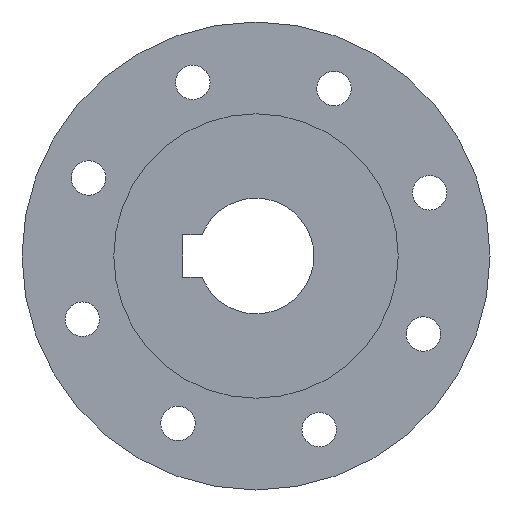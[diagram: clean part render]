
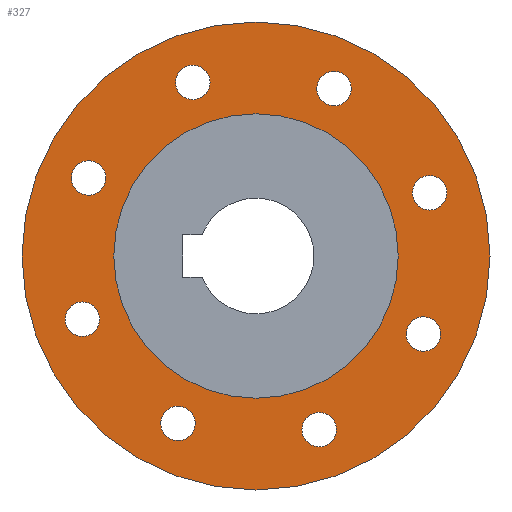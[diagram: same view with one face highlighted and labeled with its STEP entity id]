
A CAD part, front view. The second image highlights one B-rep face of the part: STEP entity #327.
In plain terms, the highlighted planar face has unit normal (0, -1, 0).
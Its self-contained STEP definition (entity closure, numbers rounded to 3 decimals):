
#25=FACE_BOUND('',#75,.T.);
#26=FACE_BOUND('',#76,.T.);
#27=FACE_BOUND('',#77,.T.);
#28=FACE_BOUND('',#78,.T.);
#29=FACE_BOUND('',#79,.T.);
#30=FACE_BOUND('',#80,.T.);
#31=FACE_BOUND('',#81,.T.);
#32=FACE_BOUND('',#82,.T.);
#33=FACE_BOUND('',#83,.T.);
#39=PLANE('',#359);
#47=FACE_OUTER_BOUND('',#74,.T.);
#74=EDGE_LOOP('',(#263));
#75=EDGE_LOOP('',(#264));
#76=EDGE_LOOP('',(#265));
#77=EDGE_LOOP('',(#266));
#78=EDGE_LOOP('',(#267));
#79=EDGE_LOOP('',(#268));
#80=EDGE_LOOP('',(#269));
#81=EDGE_LOOP('',(#270));
#82=EDGE_LOOP('',(#271));
#83=EDGE_LOOP('',(#272));
#145=CIRCLE('',#358,17.325);
#146=CIRCLE('',#360,28.5);
#147=CIRCLE('',#361,2.1);
#148=CIRCLE('',#362,2.1);
#149=CIRCLE('',#363,2.1);
#150=CIRCLE('',#364,2.1);
#151=CIRCLE('',#365,2.1);
#152=CIRCLE('',#366,2.1);
#153=CIRCLE('',#367,2.1);
#154=CIRCLE('',#368,2.1);
#173=VERTEX_POINT('',#526);
#174=VERTEX_POINT('',#530);
#175=VERTEX_POINT('',#532);
#176=VERTEX_POINT('',#534);
#177=VERTEX_POINT('',#536);
#178=VERTEX_POINT('',#538);
#179=VERTEX_POINT('',#540);
#180=VERTEX_POINT('',#542);
#181=VERTEX_POINT('',#544);
#182=VERTEX_POINT('',#546);
#206=EDGE_CURVE('',#173,#173,#145,.T.);
#207=EDGE_CURVE('',#174,#174,#146,.T.);
#208=EDGE_CURVE('',#175,#175,#147,.T.);
#209=EDGE_CURVE('',#176,#176,#148,.T.);
#210=EDGE_CURVE('',#177,#177,#149,.T.);
#211=EDGE_CURVE('',#178,#178,#150,.T.);
#212=EDGE_CURVE('',#179,#179,#151,.T.);
#213=EDGE_CURVE('',#180,#180,#152,.T.);
#214=EDGE_CURVE('',#181,#181,#153,.T.);
#215=EDGE_CURVE('',#182,#182,#154,.T.);
#263=ORIENTED_EDGE('',*,*,#207,.T.);
#264=ORIENTED_EDGE('',*,*,#206,.F.);
#265=ORIENTED_EDGE('',*,*,#208,.T.);
#266=ORIENTED_EDGE('',*,*,#209,.T.);
#267=ORIENTED_EDGE('',*,*,#210,.T.);
#268=ORIENTED_EDGE('',*,*,#211,.T.);
#269=ORIENTED_EDGE('',*,*,#212,.T.);
#270=ORIENTED_EDGE('',*,*,#213,.T.);
#271=ORIENTED_EDGE('',*,*,#214,.T.);
#272=ORIENTED_EDGE('',*,*,#215,.T.);
#327=ADVANCED_FACE('',(#47,#25,#26,#27,#28,#29,#30,#31,#32,#33),#39,.F.);
#358=AXIS2_PLACEMENT_3D('',#528,#429,#430);
#359=AXIS2_PLACEMENT_3D('',#529,#431,#432);
#360=AXIS2_PLACEMENT_3D('',#531,#433,#434);
#361=AXIS2_PLACEMENT_3D('',#533,#435,#436);
#362=AXIS2_PLACEMENT_3D('',#535,#437,#438);
#363=AXIS2_PLACEMENT_3D('',#537,#439,#440);
#364=AXIS2_PLACEMENT_3D('',#539,#441,#442);
#365=AXIS2_PLACEMENT_3D('',#541,#443,#444);
#366=AXIS2_PLACEMENT_3D('',#543,#445,#446);
#367=AXIS2_PLACEMENT_3D('',#545,#447,#448);
#368=AXIS2_PLACEMENT_3D('',#547,#449,#450);
#429=DIRECTION('center_axis',(0.,-1.,0.));
#430=DIRECTION('ref_axis',(1.,0.,0.));
#431=DIRECTION('center_axis',(0.,1.,0.));
#432=DIRECTION('ref_axis',(0.342,0.,-0.94));
#433=DIRECTION('center_axis',(0.,-1.,0.));
#434=DIRECTION('ref_axis',(0.342,0.,-0.94));
#435=DIRECTION('center_axis',(0.,1.,0.));
#436=DIRECTION('ref_axis',(0.707,0.,0.707));
#437=DIRECTION('center_axis',(0.,1.,0.));
#438=DIRECTION('ref_axis',(0.,0.,1.));
#439=DIRECTION('center_axis',(0.,1.,0.));
#440=DIRECTION('ref_axis',(-0.707,0.,0.707));
#441=DIRECTION('center_axis',(0.,1.,0.));
#442=DIRECTION('ref_axis',(-1.,0.,0.));
#443=DIRECTION('center_axis',(0.,1.,0.));
#444=DIRECTION('ref_axis',(-0.707,0.,-0.707));
#445=DIRECTION('center_axis',(0.,1.,0.));
#446=DIRECTION('ref_axis',(0.,0.,-1.));
#447=DIRECTION('center_axis',(0.,1.,0.));
#448=DIRECTION('ref_axis',(0.707,0.,-0.707));
#449=DIRECTION('center_axis',(0.,1.,0.));
#450=DIRECTION('ref_axis',(1.,0.,0.));
#526=CARTESIAN_POINT('',(627.675,-5.681,270.011));
#528=CARTESIAN_POINT('Origin',(645.,-5.681,270.011));
#529=CARTESIAN_POINT('Origin',(645.,-5.681,270.011));
#530=CARTESIAN_POINT('',(635.252,-5.681,296.792));
#531=CARTESIAN_POINT('Origin',(645.,-5.681,270.011));
#532=CARTESIAN_POINT('',(663.907,-5.681,259.017));
#533=CARTESIAN_POINT('Origin',(665.392,-5.681,260.502));
#534=CARTESIAN_POINT('',(666.143,-5.681,275.606));
#535=CARTESIAN_POINT('Origin',(666.143,-5.681,277.706));
#536=CARTESIAN_POINT('',(655.994,-5.681,288.918));
#537=CARTESIAN_POINT('Origin',(654.509,-5.681,290.403));
#538=CARTESIAN_POINT('',(639.405,-5.681,291.154));
#539=CARTESIAN_POINT('Origin',(637.305,-5.681,291.154));
#540=CARTESIAN_POINT('',(626.093,-5.681,281.004));
#541=CARTESIAN_POINT('Origin',(624.608,-5.681,279.52));
#542=CARTESIAN_POINT('',(623.857,-5.681,264.415));
#543=CARTESIAN_POINT('Origin',(623.857,-5.681,262.315));
#544=CARTESIAN_POINT('',(634.006,-5.681,251.104));
#545=CARTESIAN_POINT('Origin',(635.491,-5.681,249.619));
#546=CARTESIAN_POINT('',(650.595,-5.681,248.868));
#547=CARTESIAN_POINT('Origin',(652.695,-5.681,248.868));
